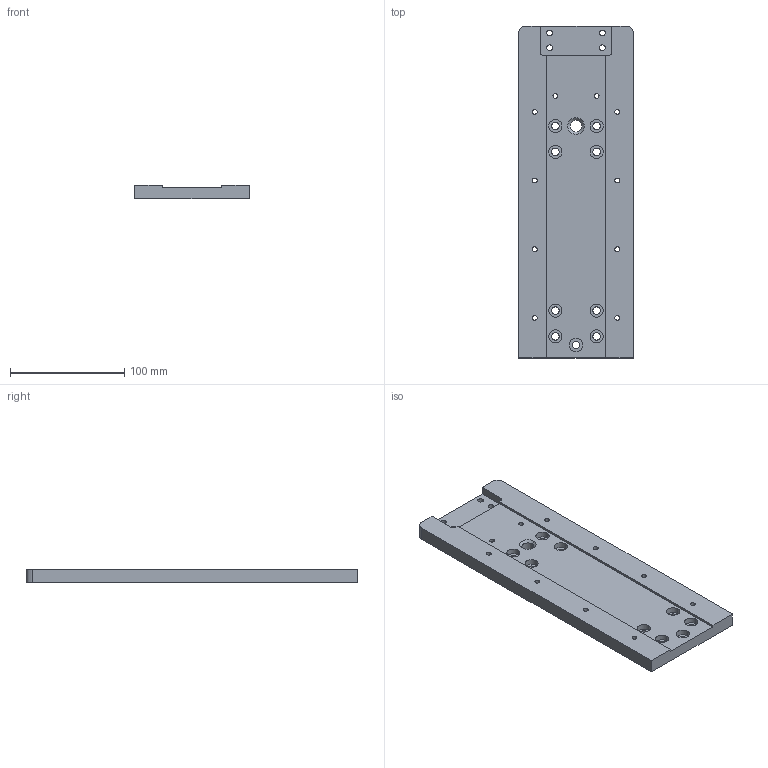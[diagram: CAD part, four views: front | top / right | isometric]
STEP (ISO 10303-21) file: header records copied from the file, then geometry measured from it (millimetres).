
FILE_DESCRIPTION (( 'STEP AP214' ), '1' );
FILE_NAME ('faceplate.STEP', '2021-03-06T20:16:28', ( '' ), ( '' ), 'SwSTEP 2.0', 'SolidWorks 2016', '' );
FILE_SCHEMA (( 'AUTOMOTIVE_DESIGN' ));
Length unit declared in the file: millimetre
Products named in the file (1): faceplate
Bounding box: 100 x 290 x 12 mm (x, y, z)
Volume: 299947.9 mm3; surface area: 71938.1 mm2
Topology: 1 solids, 1 shells, 95 faces, 250 edges, 166 vertices
Faces by surface type: cylinder 70, plane 23, cone 2
Entity records: 3140 total; most frequent: DIRECTION 584, CARTESIAN_POINT 512, ORIENTED_EDGE 500, EDGE_CURVE 250, AXIS2_PLACEMENT_3D 238, VERTEX_POINT 166, EDGE_LOOP 152, CIRCLE 142
